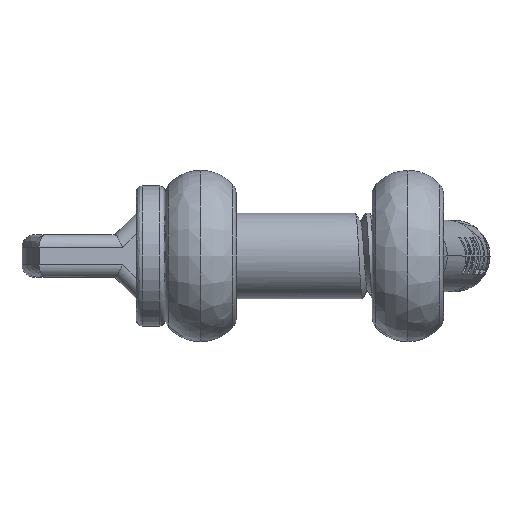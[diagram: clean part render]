
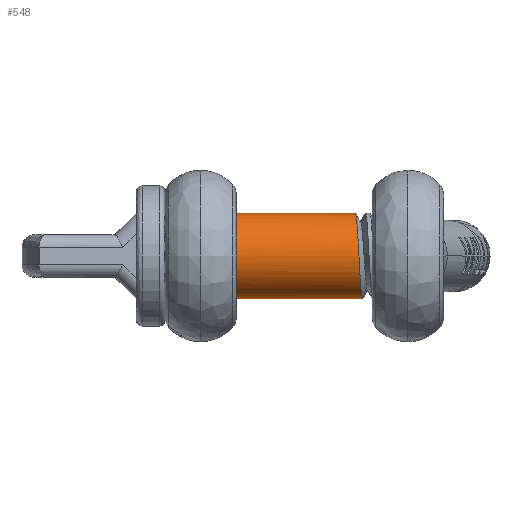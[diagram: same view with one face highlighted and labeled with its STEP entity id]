
A CAD part, front view. The second image highlights one B-rep face of the part: STEP entity #548.
In plain terms, the highlighted cylindrical face has radius 3 mm (diameter 6 mm), a partial arc.
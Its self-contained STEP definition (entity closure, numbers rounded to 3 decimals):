
#432 = VERTEX_POINT ( 'NONE', #17075 ) ;
#433 = VERTEX_POINT ( 'NONE', #17074 ) ;
#435 = EDGE_CURVE ( 'NONE', #432, #436, #17073, .T. ) ;
#436 = VERTEX_POINT ( 'NONE', #17069 ) ;
#538 = VERTEX_POINT ( 'NONE', #17444 ) ;
#547 = EDGE_CURVE ( 'NONE', #433, #538, #17463, .T. ) ;
#548 = ADVANCED_FACE ( 'NONE', ( #17552 ), #17551, .T. ) ;
#549 = EDGE_LOOP ( 'NONE', ( #631, #632, #634, #635 ) ) ;
#631 = ORIENTED_EDGE ( 'NONE', *, *, #435, .F. ) ;
#632 = ORIENTED_EDGE ( 'NONE', *, *, #633, .F. ) ;
#633 = EDGE_CURVE ( 'NONE', #433, #432, #20181, .T. ) ;
#634 = ORIENTED_EDGE ( 'NONE', *, *, #547, .T. ) ;
#635 = ORIENTED_EDGE ( 'NONE', *, *, #636, .F. ) ;
#636 = EDGE_CURVE ( 'NONE', #436, #538, #20174, .T. ) ;
#17069 = CARTESIAN_POINT ( 'NONE',  ( 3., 0., -13.327 ) ) ;
#17070 = DIRECTION ( 'NONE',  ( 0., 0., -1. ) ) ;
#17071 = VECTOR ( 'NONE', #17070, 1000. ) ;
#17072 = CARTESIAN_POINT ( 'NONE',  ( 3., 0., -0.25 ) ) ;
#17073 = LINE ( 'NONE', #17072, #17071 ) ;
#17074 = CARTESIAN_POINT ( 'NONE',  ( -3., 0., -0.25 ) ) ;
#17075 = CARTESIAN_POINT ( 'NONE',  ( 3., 0., -0.25 ) ) ;
#17444 = CARTESIAN_POINT ( 'NONE',  ( -3., 0., -13.832 ) ) ;
#17463 = LINE ( 'NONE', #17487, #17486 ) ;
#17485 = DIRECTION ( 'NONE',  ( 0., 0., -1. ) ) ;
#17486 = VECTOR ( 'NONE', #17485, 1000. ) ;
#17487 = CARTESIAN_POINT ( 'NONE',  ( -3., 0., -0.25 ) ) ;
#17547 = DIRECTION ( 'NONE',  ( -1., 0., 0. ) ) ;
#17548 = DIRECTION ( 'NONE',  ( 0., 0., -1. ) ) ;
#17549 = AXIS2_PLACEMENT_3D ( 'NONE', #17550, #17548, #17547 ) ;
#17550 = CARTESIAN_POINT ( 'NONE',  ( 0., 0., -0.25 ) ) ;
#17551 = CYLINDRICAL_SURFACE ( 'NONE', #17549, 3. ) ;
#17552 = FACE_OUTER_BOUND ( 'NONE', #549, .T. ) ;
#20142 = CARTESIAN_POINT ( 'NONE',  ( -3., 0., -13.832 ) ) ;
#20143 = CARTESIAN_POINT ( 'NONE',  ( -3., -0.396, -13.811 ) ) ;
#20144 = CARTESIAN_POINT ( 'NONE',  ( -2.92, -0.791, -13.79 ) ) ;
#20145 = CARTESIAN_POINT ( 'NONE',  ( -2.695, -1.332, -13.759 ) ) ;
#20146 = CARTESIAN_POINT ( 'NONE',  ( -2.602, -1.505, -13.748 ) ) ;
#20147 = CARTESIAN_POINT ( 'NONE',  ( -2.383, -1.833, -13.727 ) ) ;
#20148 = CARTESIAN_POINT ( 'NONE',  ( -2.259, -1.984, -13.717 ) ) ;
#20149 = CARTESIAN_POINT ( 'NONE',  ( -1.983, -2.26, -13.696 ) ) ;
#20150 = CARTESIAN_POINT ( 'NONE',  ( -1.829, -2.386, -13.685 ) ) ;
#20151 = CARTESIAN_POINT ( 'NONE',  ( -1.503, -2.604, -13.664 ) ) ;
#20152 = CARTESIAN_POINT ( 'NONE',  ( -1.331, -2.696, -13.654 ) ) ;
#20153 = CARTESIAN_POINT ( 'NONE',  ( -0.969, -2.846, -13.633 ) ) ;
#20154 = CARTESIAN_POINT ( 'NONE',  ( -0.779, -2.904, -13.622 ) ) ;
#20155 = CARTESIAN_POINT ( 'NONE',  ( -0.396, -2.98, -13.601 ) ) ;
#20156 = CARTESIAN_POINT ( 'NONE',  ( -0.202, -3., -13.591 ) ) ;
#20157 = CARTESIAN_POINT ( 'NONE',  ( 0.391, -3.001, -13.559 ) ) ;
#20158 = CARTESIAN_POINT ( 'NONE',  ( 0.778, -2.924, -13.538 ) ) ;
#20159 = CARTESIAN_POINT ( 'NONE',  ( 1.326, -2.698, -13.506 ) ) ;
#20160 = CARTESIAN_POINT ( 'NONE',  ( 1.501, -2.605, -13.496 ) ) ;
#20161 = CARTESIAN_POINT ( 'NONE',  ( 1.829, -2.386, -13.475 ) ) ;
#20162 = CARTESIAN_POINT ( 'NONE',  ( 1.98, -2.262, -13.465 ) ) ;
#20163 = CARTESIAN_POINT ( 'NONE',  ( 2.395, -1.848, -13.433 ) ) ;
#20164 = CARTESIAN_POINT ( 'NONE',  ( 2.621, -1.511, -13.412 ) ) ;
#20169 = CARTESIAN_POINT ( 'NONE',  ( 2.847, -0.965, -13.38 ) ) ;
#20170 = CARTESIAN_POINT ( 'NONE',  ( 2.904, -0.779, -13.37 ) ) ;
#20171 = CARTESIAN_POINT ( 'NONE',  ( 2.98, -0.396, -13.348 ) ) ;
#20172 = CARTESIAN_POINT ( 'NONE',  ( 3., -0.198, -13.338 ) ) ;
#20173 = CARTESIAN_POINT ( 'NONE',  ( 3., 0., -13.327 ) ) ;
#20174 = B_SPLINE_CURVE_WITH_KNOTS ( 'NONE', 3,
 ( #20173, #20172, #20171, #20170, #20169, #20164, #20163, #20162, #20161, #20160, #20159, #20158, #20157, #20156, #20155, #20154, #20153, #20152, #20151, #20150, #20149, #20148, #20147, #20146, #20145, #20144, #20143, #20142 ),
 .UNSPECIFIED., .F., .F.,
 ( 4, 2, 2, 2, 2, 2, 2, 2, 2, 2, 2, 2, 2, 4 ),
 ( 0.003, 0.004, 0.005, 0.006, 0.006, 0.007, 0.008, 0.009, 0.009, 0.01, 0.01, 0.011, 0.012, 0.013 ),
 .UNSPECIFIED. ) ;
#20177 = DIRECTION ( 'NONE',  ( -1., 0., 0. ) ) ;
#20178 = DIRECTION ( 'NONE',  ( 0., 0., 1. ) ) ;
#20179 = CARTESIAN_POINT ( 'NONE',  ( 0., 0., -0.25 ) ) ;
#20180 = AXIS2_PLACEMENT_3D ( 'NONE', #20179, #20178, #20177 ) ;
#20181 = CIRCLE ( 'NONE', #20180, 3. ) ;
